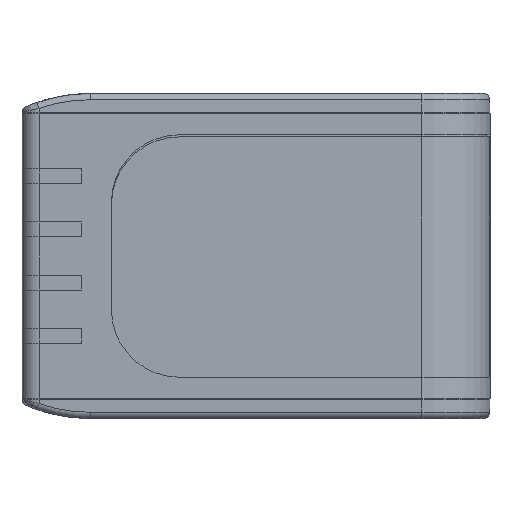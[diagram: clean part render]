
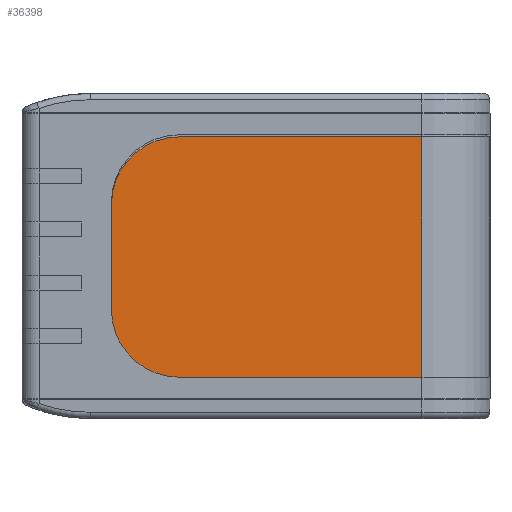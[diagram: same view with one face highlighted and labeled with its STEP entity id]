
A CAD part, left-side view. The second image highlights one B-rep face of the part: STEP entity #36398.
In plain terms, the highlighted planar face has unit normal (-1, 0, 0).
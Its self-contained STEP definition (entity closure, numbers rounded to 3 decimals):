
#5053=DIRECTION('',(0.,-1.,0.));
#5054=VECTOR('',#5053,28.5);
#5055=CARTESIAN_POINT('',(-42.38,9.,-14.25));
#5056=LINE('',#5055,#5054);
#5081=CARTESIAN_POINT('',(-42.38,9.,6.));
#5082=DIRECTION('',(1.,0.,0.));
#5083=DIRECTION('',(0.,1.,0.));
#5084=AXIS2_PLACEMENT_3D('',#5081,#5082,#5083);
#5086=DIRECTION('',(0.,-1.,0.));
#5087=VECTOR('',#5086,28.5);
#5088=CARTESIAN_POINT('',(-42.38,9.,14.));
#5089=LINE('',#5088,#5087);
#5090=CARTESIAN_POINT('',(-42.38,9.,-6.25));
#5091=DIRECTION('',(1.,0.,0.));
#5092=DIRECTION('',(0.,0.,-1.));
#5093=AXIS2_PLACEMENT_3D('',#5090,#5091,#5092);
#16226=DIRECTION('',(0.,0.,1.));
#16227=VECTOR('',#16226,28.25);
#16228=CARTESIAN_POINT('',(-42.38,-19.5,-14.25));
#16229=LINE('',#16228,#16227);
#16254=DIRECTION('',(0.,0.,1.));
#16255=VECTOR('',#16254,12.25);
#16256=CARTESIAN_POINT('',(-42.38,17.,-6.25));
#16257=LINE('',#16256,#16255);
#23505=CARTESIAN_POINT('',(-42.38,9.,14.));
#23506=CARTESIAN_POINT('',(-42.38,-19.5,14.));
#23507=VERTEX_POINT('',#23505);
#23508=VERTEX_POINT('',#23506);
#23513=CARTESIAN_POINT('',(-42.38,9.,-14.25));
#23514=CARTESIAN_POINT('',(-42.38,-19.5,-14.25));
#23515=VERTEX_POINT('',#23513);
#23516=VERTEX_POINT('',#23514);
#23523=CARTESIAN_POINT('',(-42.38,17.,-6.25));
#23524=VERTEX_POINT('',#23523);
#23531=CARTESIAN_POINT('',(-42.38,17.,6.));
#23532=VERTEX_POINT('',#23531);
#36380=CARTESIAN_POINT('',(-42.38,-19.5,-14.25));
#36381=DIRECTION('',(1.,0.,0.));
#36382=DIRECTION('',(0.,1.,0.));
#36383=AXIS2_PLACEMENT_3D('',#36380,#36381,#36382);
#36384=PLANE('',#36383);
#36385=ORIENTED_EDGE('',*,*,#36353,.F.);
#36387=ORIENTED_EDGE('',*,*,#36386,.T.);
#36389=ORIENTED_EDGE('',*,*,#36388,.T.);
#36391=ORIENTED_EDGE('',*,*,#36390,.T.);
#36393=ORIENTED_EDGE('',*,*,#36392,.T.);
#36395=ORIENTED_EDGE('',*,*,#36394,.F.);
#36396=EDGE_LOOP('',(#36385,#36387,#36389,#36391,#36393,#36395));
#36397=FACE_OUTER_BOUND('',#36396,.F.);
#36398=ADVANCED_FACE('',(#36397),#36384,.F.);
#5085=CIRCLE('',#5084,8.);
#5094=CIRCLE('',#5093,8.);
#36353=EDGE_CURVE('',#23515,#23516,#5056,.T.);
#36386=EDGE_CURVE('',#23515,#23524,#5094,.T.);
#36388=EDGE_CURVE('',#23524,#23532,#16257,.T.);
#36390=EDGE_CURVE('',#23532,#23507,#5085,.T.);
#36392=EDGE_CURVE('',#23507,#23508,#5089,.T.);
#36394=EDGE_CURVE('',#23516,#23508,#16229,.T.);
